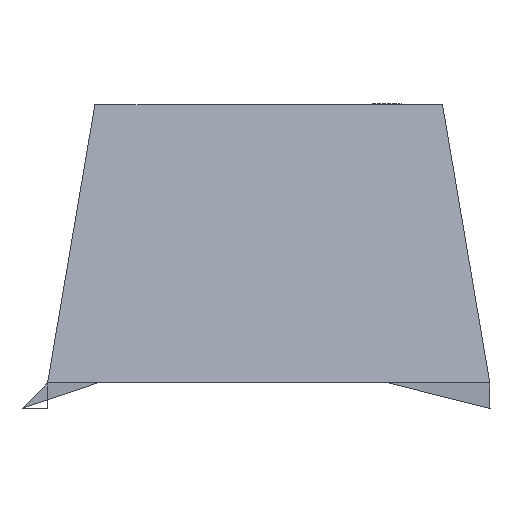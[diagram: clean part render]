
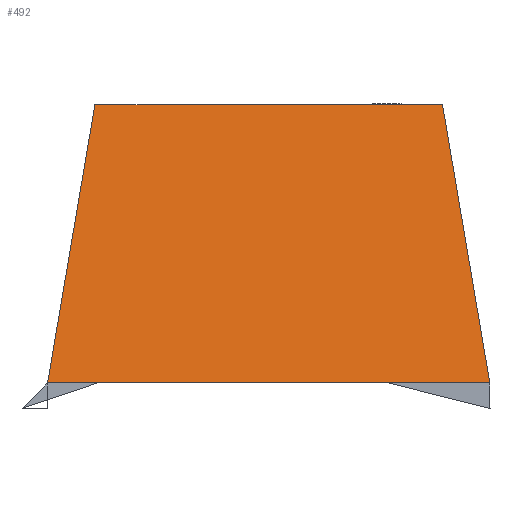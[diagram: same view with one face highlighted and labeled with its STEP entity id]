
A CAD part, left-side view. The second image highlights one B-rep face of the part: STEP entity #492.
In plain terms, the highlighted planar face has unit normal (-0.986, 0, 0.169).
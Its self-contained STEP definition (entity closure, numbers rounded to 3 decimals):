
#260=CARTESIAN_POINT('',(-0.552,-0.349,0.61));
#259=VERTEX_POINT('',#260);
#278=CARTESIAN_POINT('',(-0.552,0.349,0.61));
#277=VERTEX_POINT('',#278);
#286=EDGE_CURVE('',#259,#277,#291,.T.);
#291=LINE('',#260,#293);
#293=VECTOR('',#294,0.698);
#294=DIRECTION('',(0.0,1.0,0.0));
#309=CARTESIAN_POINT('',(-0.648,0.444,0.051));
#308=VERTEX_POINT('',#309);
#327=CARTESIAN_POINT('',(-0.648,-0.444,0.051));
#326=VERTEX_POINT('',#327);
#335=EDGE_CURVE('',#308,#326,#340,.T.);
#340=LINE('',#309,#342);
#342=VECTOR('',#343,0.889);
#343=DIRECTION('',(0.0,-1.0,0.0));
#384=EDGE_CURVE('',#326,#259,#389,.T.);
#389=LINE('',#327,#391);
#391=VECTOR('',#392,0.575);
#392=DIRECTION('',(0.166,0.166,0.972));
#462=EDGE_CURVE('',#277,#308,#467,.T.);
#467=LINE('',#278,#469);
#469=VECTOR('',#470,0.575);
#470=DIRECTION('',(-0.166,0.166,-0.972));
#492=ADVANCED_FACE('',(#498),#493,.T.);
#493=PLANE('',#494);
#494=AXIS2_PLACEMENT_3D('',#495,#496,#497);
#495=CARTESIAN_POINT('',(-0.648,0.444,0.051));
#496=DIRECTION('',(-0.986,0.0,0.169));
#497=DIRECTION('',(0.,0.,1.));
#498=FACE_OUTER_BOUND('',#499,.T.);
#499=EDGE_LOOP('',(#500,#510,#520,#530));
#500=ORIENTED_EDGE('',*,*,#335,.T.);
#510=ORIENTED_EDGE('',*,*,#384,.T.);
#520=ORIENTED_EDGE('',*,*,#286,.T.);
#530=ORIENTED_EDGE('',*,*,#462,.T.);
